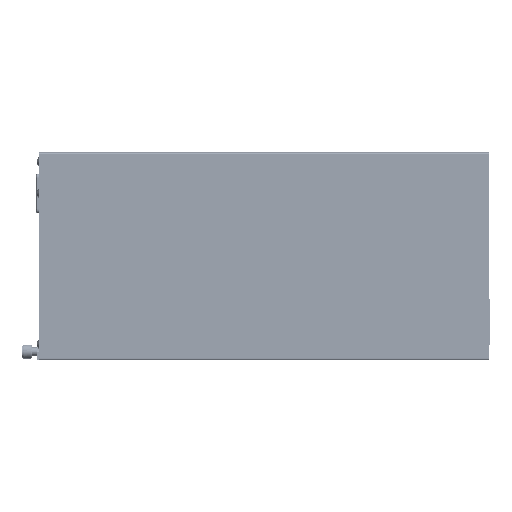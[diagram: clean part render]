
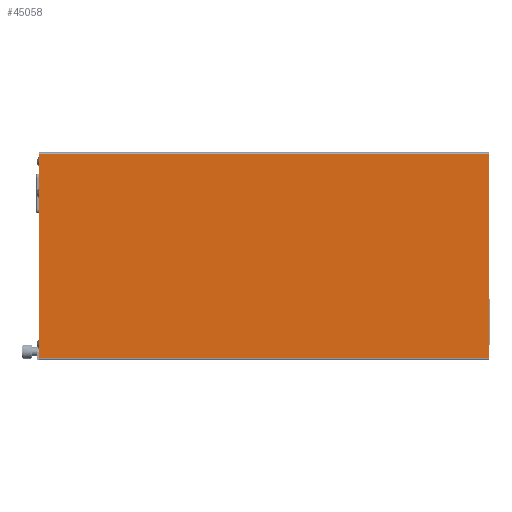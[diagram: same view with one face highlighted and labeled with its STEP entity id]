
A CAD part, front view. The second image highlights one B-rep face of the part: STEP entity #45058.
In plain terms, the highlighted planar face has unit normal (0, -1, 0).
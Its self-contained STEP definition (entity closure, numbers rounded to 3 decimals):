
#37312 = VERTEX_POINT ( 'NONE', #98376 ) ;
#37513 = EDGE_CURVE ( 'NONE', #37602, #37859, #98879, .T. ) ;
#37602 = VERTEX_POINT ( 'NONE', #99065 ) ;
#37641 = VERTEX_POINT ( 'NONE', #99102 ) ;
#37671 = EDGE_CURVE ( 'NONE', #37312, #37641, #99172, .T. ) ;
#37859 = VERTEX_POINT ( 'NONE', #99686 ) ;
#44422 = EDGE_CURVE ( 'NONE', #37312, #44428, #118333, .T. ) ;
#44428 = VERTEX_POINT ( 'NONE', #118471 ) ;
#44522 = EDGE_CURVE ( 'NONE', #37859, #44526, #118578, .T. ) ;
#44526 = VERTEX_POINT ( 'NONE', #118735 ) ;
#44944 = ORIENTED_EDGE ( 'NONE', *, *, #44948, .F. ) ;
#44948 = EDGE_CURVE ( 'NONE', #37602, #44953, #119772, .T. ) ;
#44953 = VERTEX_POINT ( 'NONE', #119765 ) ;
#44957 = ORIENTED_EDGE ( 'NONE', *, *, #37513, .T. ) ;
#44962 = ORIENTED_EDGE ( 'NONE', *, *, #44522, .T. ) ;
#44966 = ORIENTED_EDGE ( 'NONE', *, *, #46015, .T. ) ;
#44969 = ORIENTED_EDGE ( 'NONE', *, *, #44422, .F. ) ;
#44971 = ORIENTED_EDGE ( 'NONE', *, *, #37671, .T. ) ;
#44976 = ORIENTED_EDGE ( 'NONE', *, *, #44980, .T. ) ;
#44980 = EDGE_CURVE ( 'NONE', #37641, #44984, #119857, .T. ) ;
#44984 = VERTEX_POINT ( 'NONE', #120005 ) ;
#44988 = ORIENTED_EDGE ( 'NONE', *, *, #45223, .T. ) ;
#45058 = ADVANCED_FACE ( 'NONE', ( #120161 ), #120155, .F. ) ;
#45066 = EDGE_LOOP ( 'NONE', ( #44944, #44957, #44962, #44966, #44969, #44971, #44976, #44988 ) ) ;
#45223 = EDGE_CURVE ( 'NONE', #44984, #44953, #120639, .T. ) ;
#46015 = EDGE_CURVE ( 'NONE', #44526, #44428, #122720, .T. ) ;
#98376 = CARTESIAN_POINT ( 'NONE',  ( 172.621, -285.383, -28.269 ) ) ;
#98867 = DIRECTION ( 'NONE',  ( -1., 0., 0. ) ) ;
#98869 = VECTOR ( 'NONE', #98867, 1000. ) ;
#98871 = CARTESIAN_POINT ( 'NONE',  ( 172.621, -285.383, -28.269 ) ) ;
#98879 = LINE ( 'NONE', #98871, #98869 ) ;
#99065 = CARTESIAN_POINT ( 'NONE',  ( -147.653, -285.383, -28.269 ) ) ;
#99102 = CARTESIAN_POINT ( 'NONE',  ( 149.019, -285.383, -28.269 ) ) ;
#99168 = DIRECTION ( 'NONE',  ( -1., 0., 0. ) ) ;
#99169 = VECTOR ( 'NONE', #99168, 1000. ) ;
#99171 = CARTESIAN_POINT ( 'NONE',  ( 172.621, -285.383, -28.269 ) ) ;
#99172 = LINE ( 'NONE', #99171, #99169 ) ;
#99686 = CARTESIAN_POINT ( 'NONE',  ( -167.379, -285.383, -28.269 ) ) ;
#118330 = VECTOR ( 'NONE', #118490, 1000. ) ;
#118332 = CARTESIAN_POINT ( 'NONE',  ( 172.621, -285.383, -183.769 ) ) ;
#118333 = LINE ( 'NONE', #118332, #118330 ) ;
#118471 = CARTESIAN_POINT ( 'NONE',  ( 172.621, -285.383, -182.269 ) ) ;
#118490 = DIRECTION ( 'NONE',  ( 0., 0., -1. ) ) ;
#118577 = CARTESIAN_POINT ( 'NONE',  ( -167.379, -285.383, -183.769 ) ) ;
#118578 = LINE ( 'NONE', #118577, #118739 ) ;
#118735 = CARTESIAN_POINT ( 'NONE',  ( -167.379, -285.383, -182.269 ) ) ;
#118737 = DIRECTION ( 'NONE',  ( 0., 0., -1. ) ) ;
#118739 = VECTOR ( 'NONE', #118737, 1000. ) ;
#119765 = CARTESIAN_POINT ( 'NONE',  ( -147.653, -285.383, -27.769 ) ) ;
#119767 = DIRECTION ( 'NONE',  ( 0., 0., 1. ) ) ;
#119769 = VECTOR ( 'NONE', #119767, 1000. ) ;
#119771 = CARTESIAN_POINT ( 'NONE',  ( -147.653, -285.383, -645.103 ) ) ;
#119772 = LINE ( 'NONE', #119771, #119769 ) ;
#119852 = DIRECTION ( 'NONE',  ( 0., 0., 1. ) ) ;
#119854 = VECTOR ( 'NONE', #119852, 1000. ) ;
#119856 = CARTESIAN_POINT ( 'NONE',  ( 149.019, -285.383, -645.103 ) ) ;
#119857 = LINE ( 'NONE', #119856, #119854 ) ;
#120005 = CARTESIAN_POINT ( 'NONE',  ( 149.019, -285.383, -27.769 ) ) ;
#120148 = DIRECTION ( 'NONE',  ( 0., 0., 1. ) ) ;
#120150 = DIRECTION ( 'NONE',  ( 0., 1., 0. ) ) ;
#120151 = CARTESIAN_POINT ( 'NONE',  ( 149.019, -285.383, -645.103 ) ) ;
#120153 = AXIS2_PLACEMENT_3D ( 'NONE', #120151, #120150, #120148 ) ;
#120155 = PLANE ( 'NONE',  #120153 ) ;
#120161 = FACE_OUTER_BOUND ( 'NONE', #45066, .T. ) ;
#120634 = DIRECTION ( 'NONE',  ( -1., 0., 0. ) ) ;
#120636 = VECTOR ( 'NONE', #120634, 1000. ) ;
#120638 = CARTESIAN_POINT ( 'NONE',  ( 149.019, -285.383, -27.769 ) ) ;
#120639 = LINE ( 'NONE', #120638, #120636 ) ;
#122715 = DIRECTION ( 'NONE',  ( 1., 0., 0. ) ) ;
#122717 = VECTOR ( 'NONE', #122715, 1000. ) ;
#122719 = CARTESIAN_POINT ( 'NONE',  ( 172.621, -285.383, -182.269 ) ) ;
#122720 = LINE ( 'NONE', #122719, #122717 ) ;
